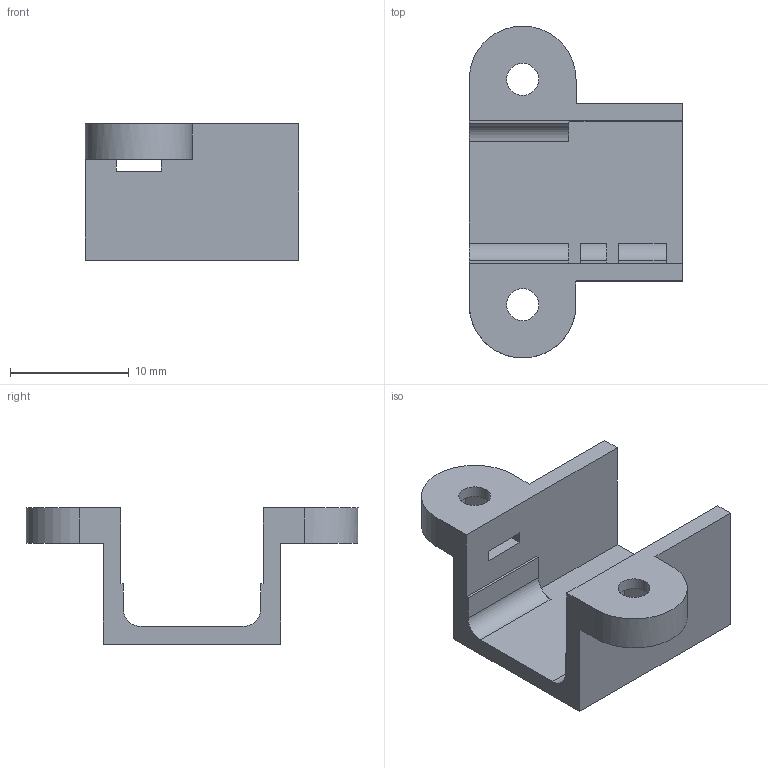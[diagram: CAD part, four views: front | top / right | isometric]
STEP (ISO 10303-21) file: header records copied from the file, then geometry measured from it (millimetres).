
FILE_DESCRIPTION(('FreeCAD Model'),'2;1');
FILE_NAME('Open CASCADE Shape Model','2025-09-24T12:11:21',('Author'),( ''),'Open CASCADE STEP processor 7.8','FreeCAD','Unknown');
FILE_SCHEMA(('AUTOMOTIVE_DESIGN { 1 0 10303 214 1 1 1 1 }'));
Length unit declared in the file: millimetre
Products named in the file (1): MotorBracket
Bounding box: 18 x 28 x 11.5 mm (x, y, z)
Volume: 1155.1 mm3; surface area: 1747.5 mm2
Topology: 1 solids, 1 shells, 56 faces, 164 edges, 110 vertices
Faces by surface type: plane 48, cylinder 8
Full cylindrical faces by diameter (mm): 2.7 x2
Entity records: 1880 total; most frequent: CARTESIAN_POINT 331, ORIENTED_EDGE 328, DIRECTION 296, EDGE_CURVE 164, LINE 146, VECTOR 146, VERTEX_POINT 110, AXIS2_PLACEMENT_3D 75
